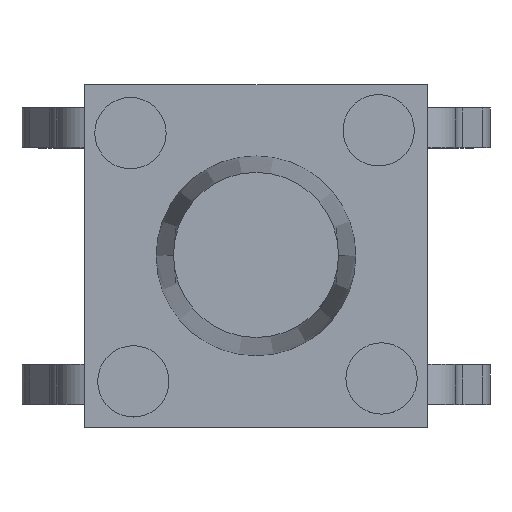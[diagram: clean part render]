
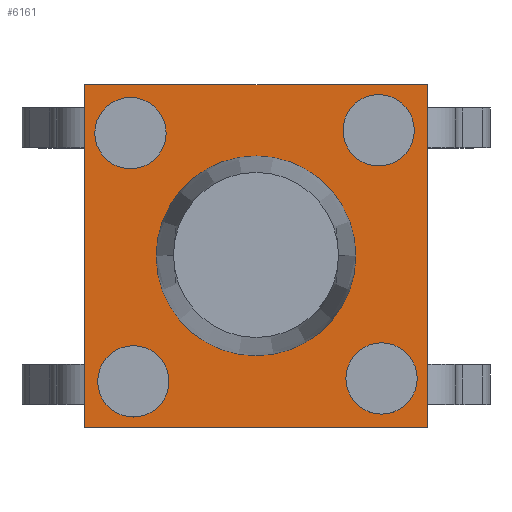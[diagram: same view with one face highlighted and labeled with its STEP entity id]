
A CAD part, top view. The second image highlights one B-rep face of the part: STEP entity #6161.
In plain terms, the highlighted planar face has unit normal (0, 0, 1).
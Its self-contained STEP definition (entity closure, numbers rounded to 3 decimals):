
#60 = ORIENTED_EDGE ( 'NONE', *, *, #6296, .F. ) ;
#82 = CARTESIAN_POINT ( 'NONE',  ( -2.15, -2.2, 3.5 ) ) ;
#97 = CARTESIAN_POINT ( 'NONE',  ( -1.575, 2.15, 3.5 ) ) ;
#160 = VECTOR ( 'NONE', #1483, 1000. ) ;
#197 = CARTESIAN_POINT ( 'NONE',  ( -3., 3., 3.5 ) ) ;
#245 = CIRCLE ( 'NONE', #5813, 0.625 ) ;
#266 = EDGE_CURVE ( 'NONE', #1688, #2258, #2358, .T. ) ;
#416 = CIRCLE ( 'NONE', #4938, 0.625 ) ;
#490 = VERTEX_POINT ( 'NONE', #197 ) ;
#566 = AXIS2_PLACEMENT_3D ( 'NONE', #838, #682, #710 ) ;
#612 = DIRECTION ( 'NONE',  ( 1., 0., 0. ) ) ;
#622 = EDGE_CURVE ( 'NONE', #4618, #3783, #4094, .T. ) ;
#677 = CARTESIAN_POINT ( 'NONE',  ( 2.825, -2.15, 3.5 ) ) ;
#680 = CARTESIAN_POINT ( 'NONE',  ( 2.15, 2.2, 3.5 ) ) ;
#682 = DIRECTION ( 'NONE',  ( 0., 0., -1. ) ) ;
#710 = DIRECTION ( 'NONE',  ( -1., 0., 0. ) ) ;
#767 = EDGE_CURVE ( 'NONE', #5022, #6160, #4169, .T. ) ;
#838 = CARTESIAN_POINT ( 'NONE',  ( 0., 0., 3.5 ) ) ;
#925 = CARTESIAN_POINT ( 'NONE',  ( -3., 3., 3.5 ) ) ;
#944 = CARTESIAN_POINT ( 'NONE',  ( 3., 3., 3.5 ) ) ;
#956 = PLANE ( 'NONE',  #5059 ) ;
#970 = EDGE_CURVE ( 'NONE', #1792, #2370, #2200, .T. ) ;
#987 = CARTESIAN_POINT ( 'NONE',  ( 2.15, 2.2, 3.5 ) ) ;
#995 = VERTEX_POINT ( 'NONE', #5448 ) ;
#1080 = LINE ( 'NONE', #1993, #4989 ) ;
#1086 = DIRECTION ( 'NONE',  ( 0., 0., -1. ) ) ;
#1088 = VERTEX_POINT ( 'NONE', #1459 ) ;
#1138 = EDGE_CURVE ( 'NONE', #2258, #1688, #6300, .T. ) ;
#1181 = AXIS2_PLACEMENT_3D ( 'NONE', #82, #3711, #612 ) ;
#1245 = DIRECTION ( 'NONE',  ( 1., 0., 0. ) ) ;
#1252 = VERTEX_POINT ( 'NONE', #3067 ) ;
#1334 = CARTESIAN_POINT ( 'NONE',  ( 0., 0., 3.5 ) ) ;
#1459 = CARTESIAN_POINT ( 'NONE',  ( -2.775, -2.2, 3.5 ) ) ;
#1483 = DIRECTION ( 'NONE',  ( 0., 1., 0. ) ) ;
#1501 = DIRECTION ( 'NONE',  ( 1., 0., 0. ) ) ;
#1518 = DIRECTION ( 'NONE',  ( 0., 0., 1. ) ) ;
#1561 = EDGE_LOOP ( 'NONE', ( #5032, #1981 ) ) ;
#1673 = FACE_BOUND ( 'NONE', #3913, .T. ) ;
#1688 = VERTEX_POINT ( 'NONE', #4787 ) ;
#1712 = EDGE_LOOP ( 'NONE', ( #3459, #3933 ) ) ;
#1762 = AXIS2_PLACEMENT_3D ( 'NONE', #987, #4570, #1501 ) ;
#1792 = VERTEX_POINT ( 'NONE', #97 ) ;
#1813 = ORIENTED_EDGE ( 'NONE', *, *, #4925, .T. ) ;
#1847 = FACE_BOUND ( 'NONE', #1561, .T. ) ;
#1971 = CARTESIAN_POINT ( 'NONE',  ( 1.525, 2.2, 3.5 ) ) ;
#1981 = ORIENTED_EDGE ( 'NONE', *, *, #3720, .F. ) ;
#1993 = CARTESIAN_POINT ( 'NONE',  ( -3., 3., 3.5 ) ) ;
#2063 = AXIS2_PLACEMENT_3D ( 'NONE', #4754, #4802, #4826 ) ;
#2200 = CIRCLE ( 'NONE', #2063, 0.625 ) ;
#2258 = VERTEX_POINT ( 'NONE', #2739 ) ;
#2269 = CIRCLE ( 'NONE', #6346, 0.625 ) ;
#2358 = CIRCLE ( 'NONE', #566, 1.75 ) ;
#2367 = CARTESIAN_POINT ( 'NONE',  ( -2.15, -2.2, 3.5 ) ) ;
#2370 = VERTEX_POINT ( 'NONE', #3232 ) ;
#2519 = DIRECTION ( 'NONE',  ( 0., -1., 0. ) ) ;
#2550 = CARTESIAN_POINT ( 'NONE',  ( 0., 0., 3.5 ) ) ;
#2657 = LINE ( 'NONE', #925, #5188 ) ;
#2667 = VECTOR ( 'NONE', #6284, 1000. ) ;
#2738 = EDGE_CURVE ( 'NONE', #3487, #1088, #245, .T. ) ;
#2739 = CARTESIAN_POINT ( 'NONE',  ( -1.75, 0., 3.5 ) ) ;
#2762 = CARTESIAN_POINT ( 'NONE',  ( -2.2, 2.15, 3.5 ) ) ;
#2799 = CARTESIAN_POINT ( 'NONE',  ( 2.2, -2.15, 3.5 ) ) ;
#2825 = DIRECTION ( 'NONE',  ( 0., 0., 1. ) ) ;
#2857 = ORIENTED_EDGE ( 'NONE', *, *, #767, .T. ) ;
#2868 = DIRECTION ( 'NONE',  ( 1., 0., 0. ) ) ;
#2875 = DIRECTION ( 'NONE',  ( 1., 0., 0. ) ) ;
#2967 = VERTEX_POINT ( 'NONE', #1971 ) ;
#3003 = ORIENTED_EDGE ( 'NONE', *, *, #2738, .F. ) ;
#3030 = FACE_BOUND ( 'NONE', #6070, .T. ) ;
#3040 = DIRECTION ( 'NONE',  ( 1., 0., 0. ) ) ;
#3067 = CARTESIAN_POINT ( 'NONE',  ( 2.775, 2.2, 3.5 ) ) ;
#3095 = CARTESIAN_POINT ( 'NONE',  ( -3., -3., 3.5 ) ) ;
#3107 = CIRCLE ( 'NONE', #1181, 0.625 ) ;
#3232 = CARTESIAN_POINT ( 'NONE',  ( -2.825, 2.15, 3.5 ) ) ;
#3250 = ORIENTED_EDGE ( 'NONE', *, *, #266, .T. ) ;
#3274 = DIRECTION ( 'NONE',  ( 1., 0., 0. ) ) ;
#3343 = AXIS2_PLACEMENT_3D ( 'NONE', #2799, #2825, #2868 ) ;
#3387 = EDGE_CURVE ( 'NONE', #490, #5022, #1080, .T. ) ;
#3436 = ORIENTED_EDGE ( 'NONE', *, *, #970, .F. ) ;
#3459 = ORIENTED_EDGE ( 'NONE', *, *, #6165, .F. ) ;
#3487 = VERTEX_POINT ( 'NONE', #5546 ) ;
#3711 = DIRECTION ( 'NONE',  ( 0., 0., 1. ) ) ;
#3720 = EDGE_CURVE ( 'NONE', #1252, #2967, #4600, .T. ) ;
#3783 = VERTEX_POINT ( 'NONE', #5602 ) ;
#3800 = ORIENTED_EDGE ( 'NONE', *, *, #4265, .T. ) ;
#3815 = ORIENTED_EDGE ( 'NONE', *, *, #5937, .F. ) ;
#3913 = EDGE_LOOP ( 'NONE', ( #3815, #3436 ) ) ;
#3925 = ORIENTED_EDGE ( 'NONE', *, *, #1138, .T. ) ;
#3933 = ORIENTED_EDGE ( 'NONE', *, *, #622, .F. ) ;
#3977 = EDGE_LOOP ( 'NONE', ( #1813, #3800, #5064, #2857 ) ) ;
#4015 = CARTESIAN_POINT ( 'NONE',  ( 3., -3., 3.5 ) ) ;
#4094 = CIRCLE ( 'NONE', #3343, 0.625 ) ;
#4169 = LINE ( 'NONE', #6210, #2667 ) ;
#4265 = EDGE_CURVE ( 'NONE', #995, #490, #2657, .T. ) ;
#4283 = DIRECTION ( 'NONE',  ( 0., 0., 1. ) ) ;
#4400 = FACE_BOUND ( 'NONE', #1712, .T. ) ;
#4552 = FACE_BOUND ( 'NONE', #6114, .T. ) ;
#4570 = DIRECTION ( 'NONE',  ( 0., 0., 1. ) ) ;
#4593 = CARTESIAN_POINT ( 'NONE',  ( 2.2, -2.15, 3.5 ) ) ;
#4600 = CIRCLE ( 'NONE', #1762, 0.625 ) ;
#4618 = VERTEX_POINT ( 'NONE', #677 ) ;
#4701 = DIRECTION ( 'NONE',  ( -1., 0., 0. ) ) ;
#4717 = AXIS2_PLACEMENT_3D ( 'NONE', #4593, #1518, #5089 ) ;
#4754 = CARTESIAN_POINT ( 'NONE',  ( -2.2, 2.15, 3.5 ) ) ;
#4787 = CARTESIAN_POINT ( 'NONE',  ( 1.75, 0., 3.5 ) ) ;
#4802 = DIRECTION ( 'NONE',  ( 0., 0., 1. ) ) ;
#4826 = DIRECTION ( 'NONE',  ( 1., 0., 0. ) ) ;
#4925 = EDGE_CURVE ( 'NONE', #6160, #995, #5590, .T. ) ;
#4938 = AXIS2_PLACEMENT_3D ( 'NONE', #680, #4283, #1245 ) ;
#4989 = VECTOR ( 'NONE', #2519, 1000. ) ;
#5022 = VERTEX_POINT ( 'NONE', #3095 ) ;
#5032 = ORIENTED_EDGE ( 'NONE', *, *, #6376, .F. ) ;
#5059 = AXIS2_PLACEMENT_3D ( 'NONE', #2550, #5990, #3040 ) ;
#5064 = ORIENTED_EDGE ( 'NONE', *, *, #3387, .T. ) ;
#5089 = DIRECTION ( 'NONE',  ( 1., 0., 0. ) ) ;
#5096 = CIRCLE ( 'NONE', #4717, 0.625 ) ;
#5188 = VECTOR ( 'NONE', #6387, 1000. ) ;
#5327 = AXIS2_PLACEMENT_3D ( 'NONE', #1334, #1086, #4701 ) ;
#5448 = CARTESIAN_POINT ( 'NONE',  ( 3., 3., 3.5 ) ) ;
#5546 = CARTESIAN_POINT ( 'NONE',  ( -1.525, -2.2, 3.5 ) ) ;
#5590 = LINE ( 'NONE', #944, #160 ) ;
#5602 = CARTESIAN_POINT ( 'NONE',  ( 1.575, -2.15, 3.5 ) ) ;
#5813 = AXIS2_PLACEMENT_3D ( 'NONE', #2367, #5848, #2875 ) ;
#5833 = FACE_OUTER_BOUND ( 'NONE', #3977, .T. ) ;
#5848 = DIRECTION ( 'NONE',  ( 0., 0., 1. ) ) ;
#5937 = EDGE_CURVE ( 'NONE', #2370, #1792, #2269, .T. ) ;
#5990 = DIRECTION ( 'NONE',  ( 0., 0., 1. ) ) ;
#6070 = EDGE_LOOP ( 'NONE', ( #60, #3003 ) ) ;
#6114 = EDGE_LOOP ( 'NONE', ( #3925, #3250 ) ) ;
#6160 = VERTEX_POINT ( 'NONE', #4015 ) ;
#6161 = ADVANCED_FACE ( 'NONE', ( #4552, #3030, #4400, #1847, #1673, #5833 ), #956, .T. ) ;
#6165 = EDGE_CURVE ( 'NONE', #3783, #4618, #5096, .T. ) ;
#6201 = DIRECTION ( 'NONE',  ( 0., 0., 1. ) ) ;
#6210 = CARTESIAN_POINT ( 'NONE',  ( -3., -3., 3.5 ) ) ;
#6284 = DIRECTION ( 'NONE',  ( 1., 0., 0. ) ) ;
#6296 = EDGE_CURVE ( 'NONE', #1088, #3487, #3107, .T. ) ;
#6300 = CIRCLE ( 'NONE', #5327, 1.75 ) ;
#6346 = AXIS2_PLACEMENT_3D ( 'NONE', #2762, #6201, #3274 ) ;
#6376 = EDGE_CURVE ( 'NONE', #2967, #1252, #416, .T. ) ;
#6387 = DIRECTION ( 'NONE',  ( -1., 0., 0. ) ) ;
